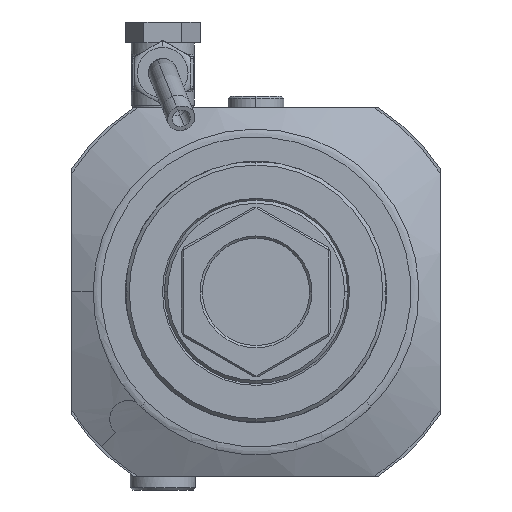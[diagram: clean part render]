
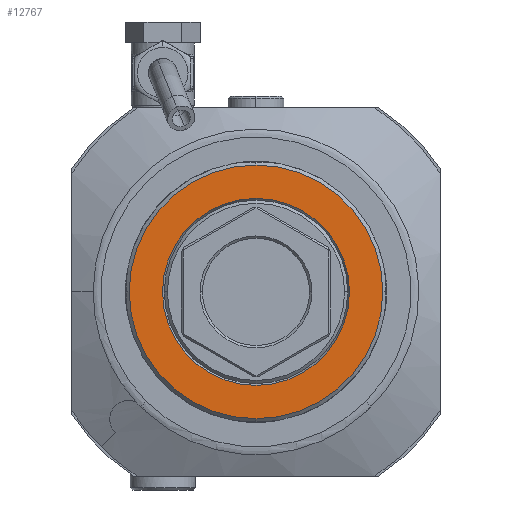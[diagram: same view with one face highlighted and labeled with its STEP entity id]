
A CAD part, left-side view. The second image highlights one B-rep face of the part: STEP entity #12767.
In plain terms, the highlighted planar face has unit normal (-1, 0, 0).
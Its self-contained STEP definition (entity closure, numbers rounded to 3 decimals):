
#4068=CARTESIAN_POINT('',(-24.,0.,0.));
#4069=DIRECTION('',(-1.,0.,0.));
#4070=DIRECTION('',(0.,1.,0.));
#4071=AXIS2_PLACEMENT_3D('',#4068,#4069,#4070);
#4073=CARTESIAN_POINT('',(-24.,0.,0.));
#4074=DIRECTION('',(-1.,0.,0.));
#4075=DIRECTION('',(0.,-1.,0.));
#4076=AXIS2_PLACEMENT_3D('',#4073,#4074,#4075);
#4078=CARTESIAN_POINT('',(-24.,0.,0.));
#4079=DIRECTION('',(1.,0.,0.));
#4080=DIRECTION('',(0.,1.,0.));
#4081=AXIS2_PLACEMENT_3D('',#4078,#4079,#4080);
#4083=CARTESIAN_POINT('',(-24.,0.,0.));
#4084=DIRECTION('',(1.,0.,0.));
#4085=DIRECTION('',(0.,-1.,0.));
#4086=AXIS2_PLACEMENT_3D('',#4083,#4084,#4085);
#8296=CARTESIAN_POINT('',(-24.,20.054,0.));
#8297=CARTESIAN_POINT('',(-24.,-20.054,0.));
#8298=VERTEX_POINT('',#8296);
#8299=VERTEX_POINT('',#8297);
#8300=CARTESIAN_POINT('',(-24.,27.2,0.));
#8301=CARTESIAN_POINT('',(-24.,-27.2,0.));
#8302=VERTEX_POINT('',#8300);
#8303=VERTEX_POINT('',#8301);
#12752=CARTESIAN_POINT('',(-24.,0.,0.));
#12753=DIRECTION('',(-1.,0.,0.));
#12754=DIRECTION('',(0.,1.,0.));
#12755=AXIS2_PLACEMENT_3D('',#12752,#12753,#12754);
#12756=PLANE('',#12755);
#12757=ORIENTED_EDGE('',*,*,#12066,.F.);
#12758=ORIENTED_EDGE('',*,*,#12048,.F.);
#12759=EDGE_LOOP('',(#12757,#12758));
#12760=FACE_OUTER_BOUND('',#12759,.F.);
#12762=ORIENTED_EDGE('',*,*,#12761,.F.);
#12764=ORIENTED_EDGE('',*,*,#12763,.F.);
#12765=EDGE_LOOP('',(#12762,#12764));
#12766=FACE_BOUND('',#12765,.F.);
#4072=CIRCLE('',#4071,27.2);
#4077=CIRCLE('',#4076,27.2);
#4082=CIRCLE('',#4081,20.054);
#4087=CIRCLE('',#4086,20.054);
#12048=EDGE_CURVE('',#8303,#8302,#4077,.T.);
#12066=EDGE_CURVE('',#8302,#8303,#4072,.T.);
#12761=EDGE_CURVE('',#8298,#8299,#4082,.T.);
#12763=EDGE_CURVE('',#8299,#8298,#4087,.T.);
#12767=ADVANCED_FACE('',(#12760,#12766),#12756,.T.);
